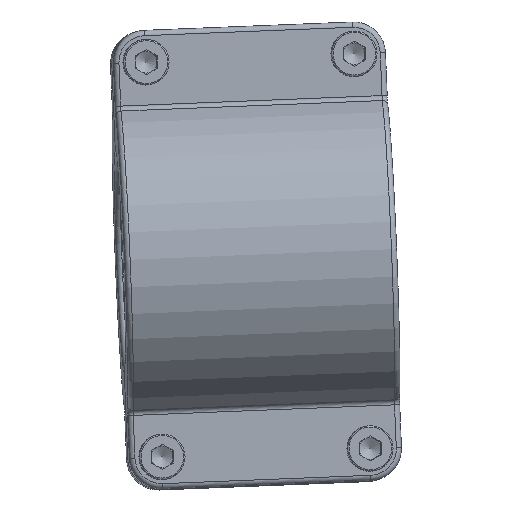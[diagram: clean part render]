
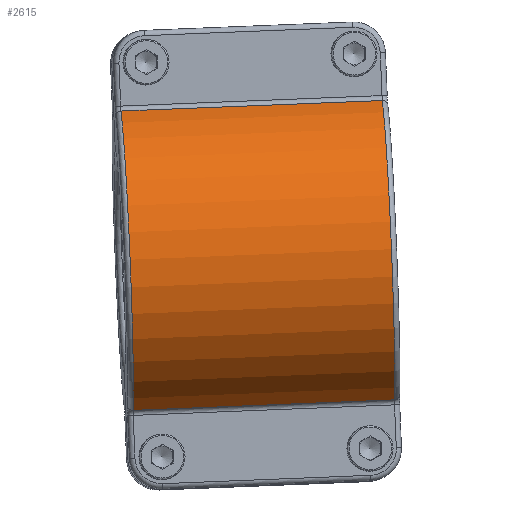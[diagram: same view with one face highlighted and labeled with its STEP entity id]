
A CAD part, front view. The second image highlights one B-rep face of the part: STEP entity #2615.
In plain terms, the highlighted cylindrical face has radius 30 mm (diameter 60 mm), a partial arc.
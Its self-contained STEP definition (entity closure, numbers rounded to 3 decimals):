
#77 = CARTESIAN_POINT ( 'NONE',  ( 0., 0., 1. ) ) ;
#269 = CARTESIAN_POINT ( 'NONE',  ( 0., 0., 51. ) ) ;
#295 = CARTESIAN_POINT ( 'NONE',  ( -28.048, -10.645, 51. ) ) ;
#507 = DIRECTION ( 'NONE',  ( 1., 0., 0. ) ) ;
#509 = CARTESIAN_POINT ( 'NONE',  ( 28.048, -10.645, 1. ) ) ;
#539 = DIRECTION ( 'NONE',  ( 0., 0., -1. ) ) ;
#650 = DIRECTION ( 'NONE',  ( -1., 0., 0. ) ) ;
#874 = EDGE_LOOP ( 'NONE', ( #2239, #2186, #2173, #2167 ) ) ;
#956 = VERTEX_POINT ( 'NONE', #509 ) ;
#1073 = CIRCLE ( 'NONE', #4153, 30. ) ;
#1093 = VECTOR ( 'NONE', #5524, 1000. ) ;
#1157 = LINE ( 'NONE', #295, #1093 ) ;
#1939 = CYLINDRICAL_SURFACE ( 'NONE', #2416, 30. ) ;
#1986 = FACE_OUTER_BOUND ( 'NONE', #874, .T. ) ;
#2119 = CARTESIAN_POINT ( 'NONE',  ( 0., 0., 50. ) ) ;
#2128 = VECTOR ( 'NONE', #5554, 1000. ) ;
#2167 = ORIENTED_EDGE ( 'NONE', *, *, #4638, .T. ) ;
#2173 = ORIENTED_EDGE ( 'NONE', *, *, #5567, .T. ) ;
#2180 = VERTEX_POINT ( 'NONE', #3160 ) ;
#2186 = ORIENTED_EDGE ( 'NONE', *, *, #4374, .T. ) ;
#2202 = LINE ( 'NONE', #4327, #2128 ) ;
#2239 = ORIENTED_EDGE ( 'NONE', *, *, #5052, .T. ) ;
#2416 = AXIS2_PLACEMENT_3D ( 'NONE', #269, #539, #650 ) ;
#2578 = DIRECTION ( 'NONE',  ( 1., 0., 0. ) ) ;
#2615 = ADVANCED_FACE ( 'NONE', ( #1986 ), #1939, .T. ) ;
#3147 = DIRECTION ( 'NONE',  ( 0., 0., 1. ) ) ;
#3160 = CARTESIAN_POINT ( 'NONE',  ( -28.048, -10.645, 1. ) ) ;
#3465 = VERTEX_POINT ( 'NONE', #4559 ) ;
#3761 = VERTEX_POINT ( 'NONE', #5515 ) ;
#4153 = AXIS2_PLACEMENT_3D ( 'NONE', #2119, #5171, #2578 ) ;
#4327 = CARTESIAN_POINT ( 'NONE',  ( 28.048, -10.645, 51. ) ) ;
#4374 = EDGE_CURVE ( 'NONE', #956, #3465, #2202, .T. ) ;
#4559 = CARTESIAN_POINT ( 'NONE',  ( 28.048, -10.645, 50. ) ) ;
#4586 = CIRCLE ( 'NONE', #5471, 30. ) ;
#4638 = EDGE_CURVE ( 'NONE', #3761, #2180, #1157, .T. ) ;
#5052 = EDGE_CURVE ( 'NONE', #2180, #956, #4586, .T. ) ;
#5171 = DIRECTION ( 'NONE',  ( 0., 0., -1. ) ) ;
#5471 = AXIS2_PLACEMENT_3D ( 'NONE', #77, #3147, #507 ) ;
#5515 = CARTESIAN_POINT ( 'NONE',  ( -28.048, -10.645, 50. ) ) ;
#5524 = DIRECTION ( 'NONE',  ( 0., 0., -1. ) ) ;
#5554 = DIRECTION ( 'NONE',  ( 0., 0., 1. ) ) ;
#5567 = EDGE_CURVE ( 'NONE', #3465, #3761, #1073, .T. ) ;
